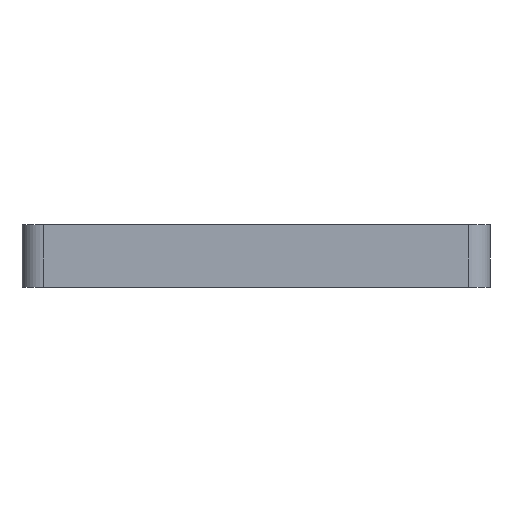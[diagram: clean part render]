
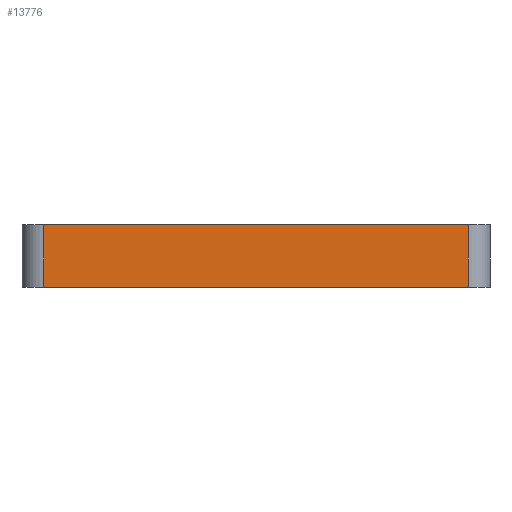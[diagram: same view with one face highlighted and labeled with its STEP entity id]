
A CAD part, front view. The second image highlights one B-rep face of the part: STEP entity #13776.
In plain terms, the highlighted planar face has unit normal (0, -1, 0).
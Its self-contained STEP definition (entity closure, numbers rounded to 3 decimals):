
#1226=PLANE('',#14533);
#1501=FACE_OUTER_BOUND('',#2243,.T.);
#2243=EDGE_LOOP('',(#9463,#9464,#9465,#9466));
#3184=LINE('',#17809,#4367);
#3191=LINE('',#17833,#4374);
#3210=LINE('',#17874,#4393);
#3211=LINE('',#17876,#4394);
#4367=VECTOR('',#15228,10.);
#4374=VECTOR('',#15251,10.);
#4393=VECTOR('',#15298,10.);
#4394=VECTOR('',#15301,10.);
#5835=VERTEX_POINT('',#17806);
#5836=VERTEX_POINT('',#17808);
#5844=VERTEX_POINT('',#17830);
#5845=VERTEX_POINT('',#17832);
#7255=EDGE_CURVE('',#5835,#5836,#3184,.T.);
#7267=EDGE_CURVE('',#5844,#5845,#3191,.T.);
#7288=EDGE_CURVE('',#5835,#5845,#3210,.T.);
#7289=EDGE_CURVE('',#5836,#5844,#3211,.T.);
#9463=ORIENTED_EDGE('',*,*,#7288,.T.);
#9464=ORIENTED_EDGE('',*,*,#7267,.F.);
#9465=ORIENTED_EDGE('',*,*,#7289,.F.);
#9466=ORIENTED_EDGE('',*,*,#7255,.F.);
#13776=ADVANCED_FACE('',(#1501),#1226,.T.);
#14533=AXIS2_PLACEMENT_3D('',#17875,#15299,#15300);
#15228=DIRECTION('',(1.,0.,0.));
#15251=DIRECTION('',(-1.,0.,0.));
#15298=DIRECTION('',(0.,0.,-1.));
#15299=DIRECTION('center_axis',(0.,-1.,0.));
#15300=DIRECTION('ref_axis',(-1.,0.,0.));
#15301=DIRECTION('',(0.,0.,-1.));
#17806=CARTESIAN_POINT('',(-39.25,-51.765,7.56));
#17808=CARTESIAN_POINT('',(39.25,-51.765,7.56));
#17809=CARTESIAN_POINT('',(43.25,-51.765,7.56));
#17830=CARTESIAN_POINT('',(39.25,-51.765,-4.04));
#17832=CARTESIAN_POINT('',(-39.25,-51.765,-4.04));
#17833=CARTESIAN_POINT('',(43.25,-51.765,-4.04));
#17874=CARTESIAN_POINT('',(-39.25,-51.765,1.56));
#17875=CARTESIAN_POINT('Origin',(39.25,-51.765,1.56));
#17876=CARTESIAN_POINT('',(39.25,-51.765,1.56));
